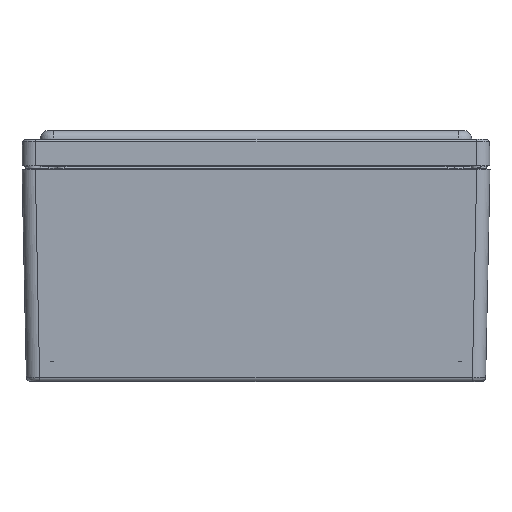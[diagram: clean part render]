
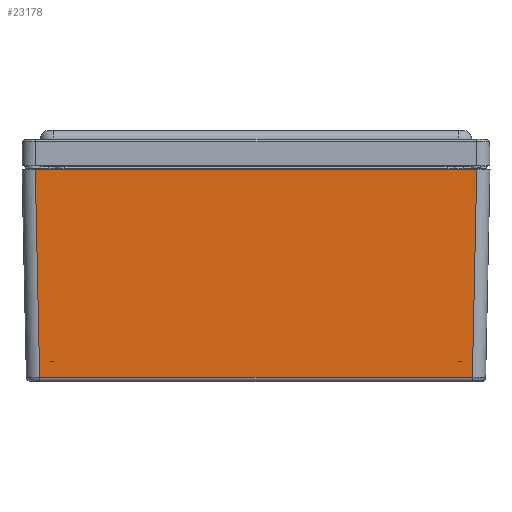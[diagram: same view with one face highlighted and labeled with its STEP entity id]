
A CAD part, front view. The second image highlights one B-rep face of the part: STEP entity #23178.
In plain terms, the highlighted planar face has unit normal (0, -1, -0.021).
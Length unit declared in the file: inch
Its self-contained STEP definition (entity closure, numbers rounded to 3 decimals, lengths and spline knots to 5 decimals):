
#104 = ORIENTED_EDGE ( 'NONE', *, *, #41093, .T. ) ;
#2640 = DIRECTION ( 'NONE',  ( 0., -1., -0.021 ) ) ;
#2722 = VECTOR ( 'NONE', #10565, 39.37008 ) ;
#2845 = PLANE ( 'NONE',  #36880 ) ;
#4983 = ORIENTED_EDGE ( 'NONE', *, *, #42420, .F. ) ;
#6973 = CARTESIAN_POINT ( 'NONE',  ( -6.11202, -7.48694, 0.12238 ) ) ;
#8436 = CARTESIAN_POINT ( 'NONE',  ( 6.10634, -7.48126, -0.14879 ) ) ;
#8898 = VECTOR ( 'NONE', #37307, 39.37008 ) ;
#10163 = CARTESIAN_POINT ( 'NONE',  ( 6.48438, -7.61006, 6. ) ) ;
#10565 = DIRECTION ( 'NONE',  ( -1., 0., 0. ) ) ;
#15792 = VECTOR ( 'NONE', #29771, 39.37008 ) ;
#21041 = VERTEX_POINT ( 'NONE', #26705 ) ;
#23178 = ADVANCED_FACE ( 'NONE', ( #63389 ), #2845, .T. ) ;
#26705 = CARTESIAN_POINT ( 'NONE',  ( -6.23514, -7.61006, 6. ) ) ;
#26934 = EDGE_CURVE ( 'NONE', #21041, #61144, #49415, .T. ) ;
#27458 = LINE ( 'NONE', #8436, #30534 ) ;
#27776 = EDGE_LOOP ( 'NONE', ( #104, #39119, #51181, #4983 ) ) ;
#28045 = DIRECTION ( 'NONE',  ( -0.021, 0.021, -1. ) ) ;
#29771 = DIRECTION ( 'NONE',  ( -1., 0., 0. ) ) ;
#30277 = VERTEX_POINT ( 'NONE', #50626 ) ;
#30384 = CARTESIAN_POINT ( 'NONE',  ( 6.11202, -7.48694, 0.12238 ) ) ;
#30534 = VECTOR ( 'NONE', #28045, 39.37008 ) ;
#32020 = CARTESIAN_POINT ( 'NONE',  ( 6.48438, -7.48438, 0. ) ) ;
#33889 = EDGE_CURVE ( 'NONE', #54150, #61144, #51034, .T. ) ;
#36880 = AXIS2_PLACEMENT_3D ( 'NONE', #32020, #2640, #61350 ) ;
#37307 = DIRECTION ( 'NONE',  ( 0.021, 0.021, -1. ) ) ;
#39119 = ORIENTED_EDGE ( 'NONE', *, *, #26934, .T. ) ;
#40143 = LINE ( 'NONE', #10163, #2722 ) ;
#41093 = EDGE_CURVE ( 'NONE', #30277, #21041, #40143, .T. ) ;
#42420 = EDGE_CURVE ( 'NONE', #30277, #54150, #27458, .T. ) ;
#45716 = CARTESIAN_POINT ( 'NONE',  ( -6.23514, -7.61006, 6. ) ) ;
#49415 = LINE ( 'NONE', #45716, #8898 ) ;
#50626 = CARTESIAN_POINT ( 'NONE',  ( 6.23514, -7.61006, 6. ) ) ;
#51034 = LINE ( 'NONE', #59964, #15792 ) ;
#51181 = ORIENTED_EDGE ( 'NONE', *, *, #33889, .F. ) ;
#54150 = VERTEX_POINT ( 'NONE', #30384 ) ;
#59964 = CARTESIAN_POINT ( 'NONE',  ( 3.24219, -7.48694, 0.12238 ) ) ;
#61144 = VERTEX_POINT ( 'NONE', #6973 ) ;
#61350 = DIRECTION ( 'NONE',  ( 0., -0.021, 1. ) ) ;
#63389 = FACE_OUTER_BOUND ( 'NONE', #27776, .T. ) ;
